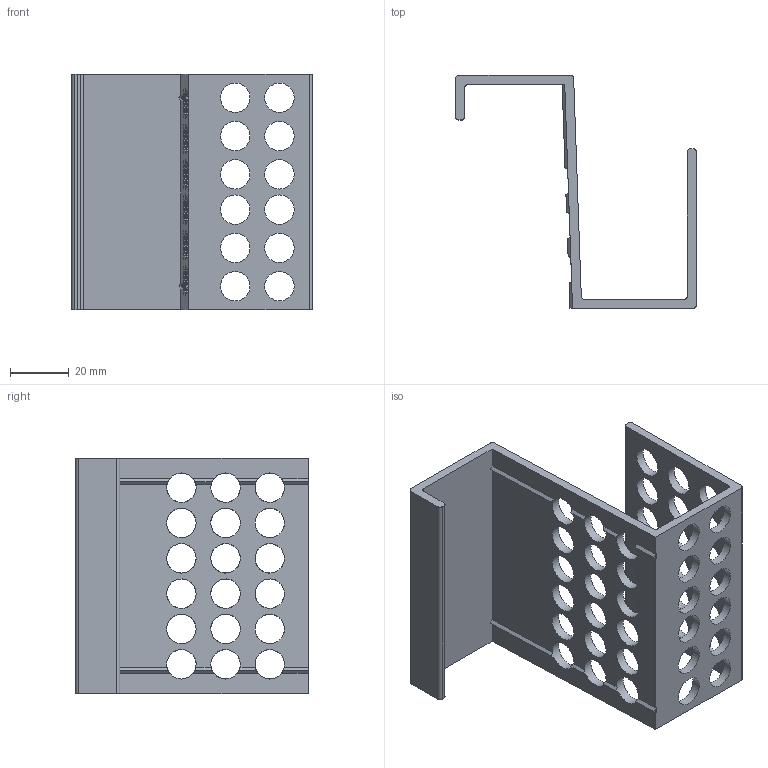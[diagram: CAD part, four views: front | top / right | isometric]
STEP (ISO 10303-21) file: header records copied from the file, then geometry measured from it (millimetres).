
FILE_DESCRIPTION(('FreeCAD Model'),'2;1');
FILE_NAME('Open CASCADE Shape Model','2025-07-06T16:20:07',(''),(''), 'Open CASCADE STEP processor 7.8','FreeCAD','Unknown');
FILE_SCHEMA(('AUTOMOTIVE_DESIGN { 1 0 10303 214 1 1 1 1 }'));
Length unit declared in the file: millimetre
Products named in the file (1): Body
Bounding box: 81.65 x 79 x 80 mm (x, y, z)
Volume: 41539.5 mm3; surface area: 33489.2 mm2
Topology: 1 solids, 1 shells, 96 faces, 296 edges, 198 vertices
Faces by surface type: cylinder 58, plane 38
Full cylindrical faces by diameter (mm): 10 x48
Entity records: 8544 total; most frequent: CARTESIAN_POINT 2545, DIRECTION 1120, ORIENTED_EDGE 592, PCURVE 592, DEFINITIONAL_REPRESENTATION 592, LINE 512, VECTOR 512, EDGE_CURVE 296
